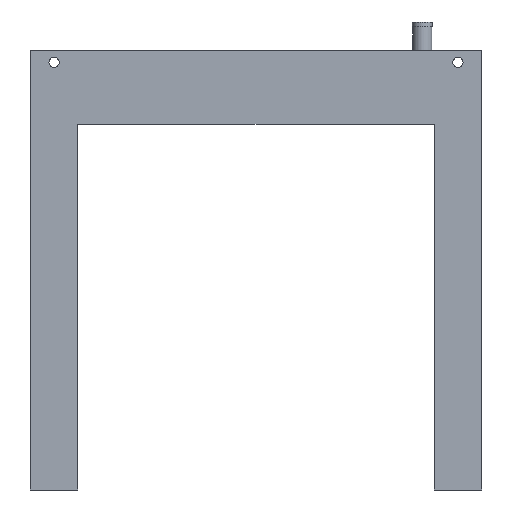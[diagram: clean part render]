
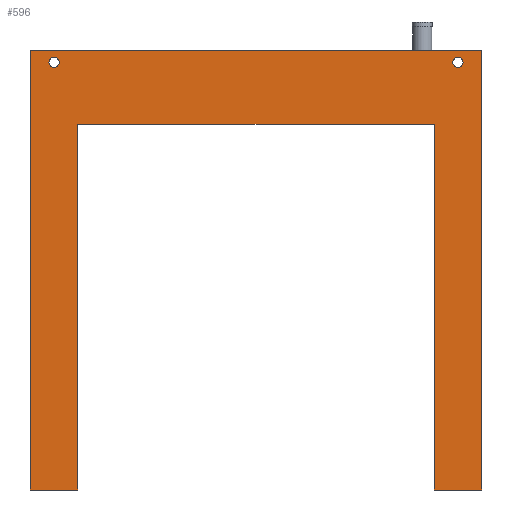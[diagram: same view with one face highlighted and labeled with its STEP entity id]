
A CAD part, front view. The second image highlights one B-rep face of the part: STEP entity #596.
In plain terms, the highlighted planar face has unit normal (0, -1, 0).
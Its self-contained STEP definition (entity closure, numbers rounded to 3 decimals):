
#36=DIRECTION('',(0.,0.,1.));
#37=VECTOR('',#36,185.);
#38=CARTESIAN_POINT('',(0.,0.,-185.));
#39=LINE('',#38,#37);
#44=DIRECTION('',(1.,0.,0.));
#45=VECTOR('',#44,190.);
#46=CARTESIAN_POINT('',(0.,0.,0.));
#47=LINE('',#46,#45);
#51=DIRECTION('',(0.,0.,-1.));
#52=VECTOR('',#51,185.);
#53=CARTESIAN_POINT('',(190.,0.,0.));
#54=LINE('',#53,#52);
#58=DIRECTION('',(-1.,0.,0.));
#59=VECTOR('',#58,20.);
#60=CARTESIAN_POINT('',(190.,0.,-185.));
#61=LINE('',#60,#59);
#65=DIRECTION('',(0.,0.,1.));
#66=VECTOR('',#65,154.);
#67=CARTESIAN_POINT('',(170.,0.,-185.));
#68=LINE('',#67,#66);
#72=DIRECTION('',(-1.,0.,0.));
#73=VECTOR('',#72,150.);
#74=CARTESIAN_POINT('',(170.,0.,-31.));
#75=LINE('',#74,#73);
#79=DIRECTION('',(0.,0.,-1.));
#80=VECTOR('',#79,154.);
#81=CARTESIAN_POINT('',(20.,0.,-31.));
#82=LINE('',#81,#80);
#86=DIRECTION('',(-1.,0.,0.));
#87=VECTOR('',#86,20.);
#88=CARTESIAN_POINT('',(20.,0.,-185.));
#89=LINE('',#88,#87);
#93=CARTESIAN_POINT('',(180.,0.,-5.));
#94=DIRECTION('',(0.,-1.,0.));
#95=DIRECTION('',(1.,0.,0.));
#96=AXIS2_PLACEMENT_3D('',#93,#94,#95);
#101=CARTESIAN_POINT('',(180.,0.,-5.));
#102=DIRECTION('',(0.,-1.,0.));
#103=DIRECTION('',(-1.,0.,0.));
#104=AXIS2_PLACEMENT_3D('',#101,#102,#103);
#109=CARTESIAN_POINT('',(10.,0.,-5.));
#110=DIRECTION('',(0.,-1.,0.));
#111=DIRECTION('',(1.,0.,0.));
#112=AXIS2_PLACEMENT_3D('',#109,#110,#111);
#117=CARTESIAN_POINT('',(10.,0.,-5.));
#118=DIRECTION('',(0.,-1.,0.));
#119=DIRECTION('',(-1.,0.,0.));
#120=AXIS2_PLACEMENT_3D('',#117,#118,#119);
#481=CARTESIAN_POINT('',(0.,0.,-185.));
#482=CARTESIAN_POINT('',(0.,0.,0.));
#483=VERTEX_POINT('',#481);
#484=VERTEX_POINT('',#482);
#485=CARTESIAN_POINT('',(190.,0.,0.));
#486=VERTEX_POINT('',#485);
#487=CARTESIAN_POINT('',(190.,0.,-185.));
#488=VERTEX_POINT('',#487);
#489=CARTESIAN_POINT('',(170.,0.,-185.));
#490=VERTEX_POINT('',#489);
#491=CARTESIAN_POINT('',(170.,0.,-31.));
#492=VERTEX_POINT('',#491);
#493=CARTESIAN_POINT('',(20.,0.,-31.));
#494=VERTEX_POINT('',#493);
#495=CARTESIAN_POINT('',(20.,0.,-185.));
#496=VERTEX_POINT('',#495);
#513=CARTESIAN_POINT('',(182.15,0.,-5.));
#514=CARTESIAN_POINT('',(177.85,0.,-5.));
#515=VERTEX_POINT('',#513);
#516=VERTEX_POINT('',#514);
#521=CARTESIAN_POINT('',(12.15,0.,-5.));
#522=CARTESIAN_POINT('',(7.85,0.,-5.));
#523=VERTEX_POINT('',#521);
#524=VERTEX_POINT('',#522);
#561=CARTESIAN_POINT('',(0.,0.,0.));
#562=DIRECTION('',(0.,1.,0.));
#563=DIRECTION('',(1.,0.,0.));
#564=AXIS2_PLACEMENT_3D('',#561,#562,#563);
#565=PLANE('',#564);
#567=ORIENTED_EDGE('',*,*,#566,.T.);
#569=ORIENTED_EDGE('',*,*,#568,.T.);
#571=ORIENTED_EDGE('',*,*,#570,.T.);
#573=ORIENTED_EDGE('',*,*,#572,.T.);
#575=ORIENTED_EDGE('',*,*,#574,.T.);
#577=ORIENTED_EDGE('',*,*,#576,.T.);
#579=ORIENTED_EDGE('',*,*,#578,.T.);
#581=ORIENTED_EDGE('',*,*,#580,.T.);
#582=EDGE_LOOP('',(#567,#569,#571,#573,#575,#577,#579,#581));
#583=FACE_OUTER_BOUND('',#582,.F.);
#585=ORIENTED_EDGE('',*,*,#584,.T.);
#587=ORIENTED_EDGE('',*,*,#586,.T.);
#588=EDGE_LOOP('',(#585,#587));
#589=FACE_BOUND('',#588,.F.);
#591=ORIENTED_EDGE('',*,*,#590,.T.);
#593=ORIENTED_EDGE('',*,*,#592,.T.);
#594=EDGE_LOOP('',(#591,#593));
#595=FACE_BOUND('',#594,.F.);
#596=ADVANCED_FACE('',(#583,#589,#595),#565,.F.);
#97=CIRCLE('',#96,2.15);
#105=CIRCLE('',#104,2.15);
#113=CIRCLE('',#112,2.15);
#121=CIRCLE('',#120,2.15);
#566=EDGE_CURVE('',#483,#484,#39,.T.);
#568=EDGE_CURVE('',#484,#486,#47,.T.);
#570=EDGE_CURVE('',#486,#488,#54,.T.);
#572=EDGE_CURVE('',#488,#490,#61,.T.);
#574=EDGE_CURVE('',#490,#492,#68,.T.);
#576=EDGE_CURVE('',#492,#494,#75,.T.);
#578=EDGE_CURVE('',#494,#496,#82,.T.);
#580=EDGE_CURVE('',#496,#483,#89,.T.);
#584=EDGE_CURVE('',#515,#516,#97,.T.);
#586=EDGE_CURVE('',#516,#515,#105,.T.);
#590=EDGE_CURVE('',#523,#524,#113,.T.);
#592=EDGE_CURVE('',#524,#523,#121,.T.);
